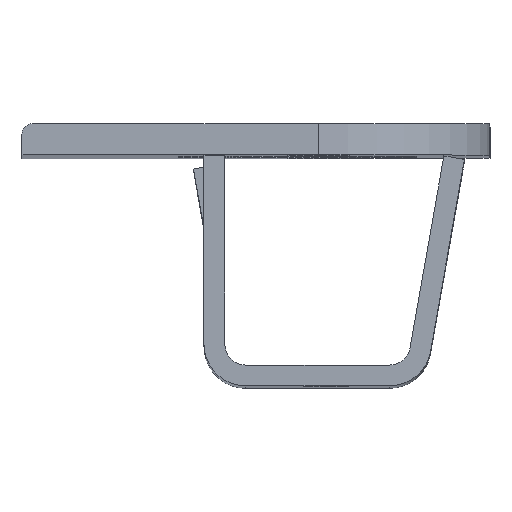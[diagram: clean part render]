
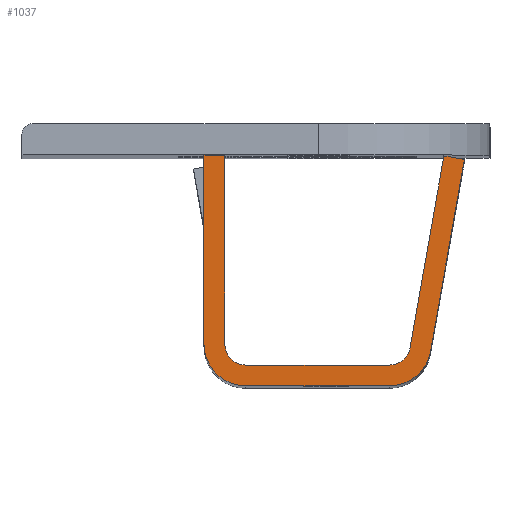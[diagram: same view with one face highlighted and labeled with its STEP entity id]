
A CAD part, top view. The second image highlights one B-rep face of the part: STEP entity #1037.
In plain terms, the highlighted planar face has unit normal (0, 0, 1).
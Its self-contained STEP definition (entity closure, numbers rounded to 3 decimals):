
#110 = CIRCLE ( 'NONE', #2418, 4. ) ;
#116 = ORIENTED_EDGE ( 'NONE', *, *, #903, .T. ) ;
#126 = AXIS2_PLACEMENT_3D ( 'NONE', #1762, #4343, #2135 ) ;
#189 = LINE ( 'NONE', #1775, #929 ) ;
#340 = CARTESIAN_POINT ( 'NONE',  ( 17.844, 2., 138. ) ) ;
#409 = VERTEX_POINT ( 'NONE', #490 ) ;
#428 = AXIS2_PLACEMENT_3D ( 'NONE', #4720, #1072, #4745 ) ;
#467 = EDGE_CURVE ( 'NONE', #486, #2446, #944, .T. ) ;
#486 = VERTEX_POINT ( 'NONE', #3231 ) ;
#490 = CARTESIAN_POINT ( 'NONE',  ( 17.844, 0., 138. ) ) ;
#574 = CARTESIAN_POINT ( 'NONE',  ( 17.844, 4., 138. ) ) ;
#643 = CARTESIAN_POINT ( 'NONE',  ( 19.813, 3.653, 138. ) ) ;
#686 = ORIENTED_EDGE ( 'NONE', *, *, #4195, .T. ) ;
#700 = ORIENTED_EDGE ( 'NONE', *, *, #3361, .T. ) ;
#830 = VECTOR ( 'NONE', #2510, 1000. ) ;
#844 = CARTESIAN_POINT ( 'NONE',  ( 4., 2., 138. ) ) ;
#903 = EDGE_CURVE ( 'NONE', #2997, #409, #3278, .T. ) ;
#923 = CARTESIAN_POINT ( 'NONE',  ( 23.068, 22.112, 138. ) ) ;
#929 = VECTOR ( 'NONE', #3972, 1000. ) ;
#944 = LINE ( 'NONE', #3962, #830 ) ;
#1037 = ADVANCED_FACE ( 'NONE', ( #1848 ), #1259, .T. ) ;
#1060 = VERTEX_POINT ( 'NONE', #2403 ) ;
#1072 = DIRECTION ( 'NONE',  ( 0., 0., -1. ) ) ;
#1165 = DIRECTION ( 'NONE',  ( 1., 0., 0. ) ) ;
#1181 = CIRCLE ( 'NONE', #3376, 4. ) ;
#1213 = DIRECTION ( 'NONE',  ( -1., 0., 0. ) ) ;
#1215 = CARTESIAN_POINT ( 'NONE',  ( 4., 4., 138. ) ) ;
#1259 = PLANE ( 'NONE',  #2383 ) ;
#1339 = ORIENTED_EDGE ( 'NONE', *, *, #467, .T. ) ;
#1409 = CARTESIAN_POINT ( 'NONE',  ( 2., 22.15, 138. ) ) ;
#1574 = CARTESIAN_POINT ( 'NONE',  ( 0., 4., 138. ) ) ;
#1595 = DIRECTION ( 'NONE',  ( 1., 0., 0. ) ) ;
#1762 = CARTESIAN_POINT ( 'NONE',  ( 4., 4., 138. ) ) ;
#1775 = CARTESIAN_POINT ( 'NONE',  ( 2., 4., 138. ) ) ;
#1803 = VECTOR ( 'NONE', #1213, 1000. ) ;
#1808 = EDGE_CURVE ( 'NONE', #409, #2553, #1181, .T. ) ;
#1835 = ORIENTED_EDGE ( 'NONE', *, *, #3961, .T. ) ;
#1848 = FACE_OUTER_BOUND ( 'NONE', #2223, .T. ) ;
#1856 = VECTOR ( 'NONE', #2310, 1000. ) ;
#2135 = DIRECTION ( 'NONE',  ( 1., 0., 0. ) ) ;
#2164 = CARTESIAN_POINT ( 'NONE',  ( 21.783, 3.305, 138. ) ) ;
#2223 = EDGE_LOOP ( 'NONE', ( #4353, #686, #4350, #2614, #116, #3092, #2908, #1339, #4209, #700, #1835, #4461 ) ) ;
#2310 = DIRECTION ( 'NONE',  ( -0.174, -0.985, 0. ) ) ;
#2370 = VECTOR ( 'NONE', #3983, 1000. ) ;
#2383 = AXIS2_PLACEMENT_3D ( 'NONE', #3093, #2739, #3841 ) ;
#2403 = CARTESIAN_POINT ( 'NONE',  ( 2., 22.15, 138. ) ) ;
#2418 = AXIS2_PLACEMENT_3D ( 'NONE', #1215, #3792, #1595 ) ;
#2446 = VERTEX_POINT ( 'NONE', #923 ) ;
#2481 = CARTESIAN_POINT ( 'NONE',  ( 21.783, 3.305, 138. ) ) ;
#2493 = LINE ( 'NONE', #1409, #4557 ) ;
#2510 = DIRECTION ( 'NONE',  ( -0.985, 0.174, 0. ) ) ;
#2553 = VERTEX_POINT ( 'NONE', #2481 ) ;
#2614 = ORIENTED_EDGE ( 'NONE', *, *, #3493, .T. ) ;
#2623 = DIRECTION ( 'NONE',  ( 0., -1., 0. ) ) ;
#2713 = VERTEX_POINT ( 'NONE', #4111 ) ;
#2739 = DIRECTION ( 'NONE',  ( 0., 0., 1. ) ) ;
#2786 = VERTEX_POINT ( 'NONE', #3086 ) ;
#2829 = LINE ( 'NONE', #3650, #1856 ) ;
#2908 = ORIENTED_EDGE ( 'NONE', *, *, #4210, .T. ) ;
#2939 = EDGE_CURVE ( 'NONE', #3069, #2713, #3287, .T. ) ;
#2997 = VERTEX_POINT ( 'NONE', #4378 ) ;
#3047 = EDGE_CURVE ( 'NONE', #2446, #4108, #2829, .T. ) ;
#3069 = VERTEX_POINT ( 'NONE', #844 ) ;
#3086 = CARTESIAN_POINT ( 'NONE',  ( 0., 22.15, 138. ) ) ;
#3092 = ORIENTED_EDGE ( 'NONE', *, *, #1808, .T. ) ;
#3093 = CARTESIAN_POINT ( 'NONE',  ( 4., 4., 138. ) ) ;
#3139 = DIRECTION ( 'NONE',  ( 0., 0., 1. ) ) ;
#3156 = VECTOR ( 'NONE', #3968, 1000. ) ;
#3217 = CARTESIAN_POINT ( 'NONE',  ( 4., 0., 138. ) ) ;
#3231 = CARTESIAN_POINT ( 'NONE',  ( 25.038, 21.764, 138. ) ) ;
#3278 = LINE ( 'NONE', #3217, #3156 ) ;
#3287 = CIRCLE ( 'NONE', #126, 2. ) ;
#3336 = CARTESIAN_POINT ( 'NONE',  ( 0., 22.15, 138. ) ) ;
#3361 = EDGE_CURVE ( 'NONE', #4108, #4640, #4275, .T. ) ;
#3376 = AXIS2_PLACEMENT_3D ( 'NONE', #574, #3139, #1165 ) ;
#3419 = CARTESIAN_POINT ( 'NONE',  ( 17.844, 2., 138. ) ) ;
#3493 = EDGE_CURVE ( 'NONE', #3514, #2997, #110, .T. ) ;
#3514 = VERTEX_POINT ( 'NONE', #1574 ) ;
#3650 = CARTESIAN_POINT ( 'NONE',  ( 23.068, 22.112, 138. ) ) ;
#3792 = DIRECTION ( 'NONE',  ( 0., 0., 1. ) ) ;
#3815 = VECTOR ( 'NONE', #2623, 1000. ) ;
#3841 = DIRECTION ( 'NONE',  ( 1., 0., 0. ) ) ;
#3961 = EDGE_CURVE ( 'NONE', #4640, #3069, #4397, .T. ) ;
#3962 = CARTESIAN_POINT ( 'NONE',  ( 25.038, 21.764, 138. ) ) ;
#3968 = DIRECTION ( 'NONE',  ( 1., 0., 0. ) ) ;
#3972 = DIRECTION ( 'NONE',  ( 0., 1., 0. ) ) ;
#3983 = DIRECTION ( 'NONE',  ( 0.174, 0.985, 0. ) ) ;
#4108 = VERTEX_POINT ( 'NONE', #643 ) ;
#4111 = CARTESIAN_POINT ( 'NONE',  ( 2., 4., 138. ) ) ;
#4195 = EDGE_CURVE ( 'NONE', #1060, #2786, #2493, .T. ) ;
#4209 = ORIENTED_EDGE ( 'NONE', *, *, #3047, .T. ) ;
#4210 = EDGE_CURVE ( 'NONE', #2553, #486, #4338, .T. ) ;
#4275 = CIRCLE ( 'NONE', #428, 2. ) ;
#4338 = LINE ( 'NONE', #2164, #2370 ) ;
#4343 = DIRECTION ( 'NONE',  ( 0., 0., -1. ) ) ;
#4350 = ORIENTED_EDGE ( 'NONE', *, *, #4404, .T. ) ;
#4353 = ORIENTED_EDGE ( 'NONE', *, *, #4565, .T. ) ;
#4367 = DIRECTION ( 'NONE',  ( -1., 0., 0. ) ) ;
#4378 = CARTESIAN_POINT ( 'NONE',  ( 4., 0., 138. ) ) ;
#4397 = LINE ( 'NONE', #3419, #1803 ) ;
#4404 = EDGE_CURVE ( 'NONE', #2786, #3514, #4680, .T. ) ;
#4461 = ORIENTED_EDGE ( 'NONE', *, *, #2939, .T. ) ;
#4557 = VECTOR ( 'NONE', #4367, 1000. ) ;
#4565 = EDGE_CURVE ( 'NONE', #2713, #1060, #189, .T. ) ;
#4640 = VERTEX_POINT ( 'NONE', #340 ) ;
#4680 = LINE ( 'NONE', #3336, #3815 ) ;
#4720 = CARTESIAN_POINT ( 'NONE',  ( 17.844, 4., 138. ) ) ;
#4745 = DIRECTION ( 'NONE',  ( 1., 0., 0. ) ) ;
